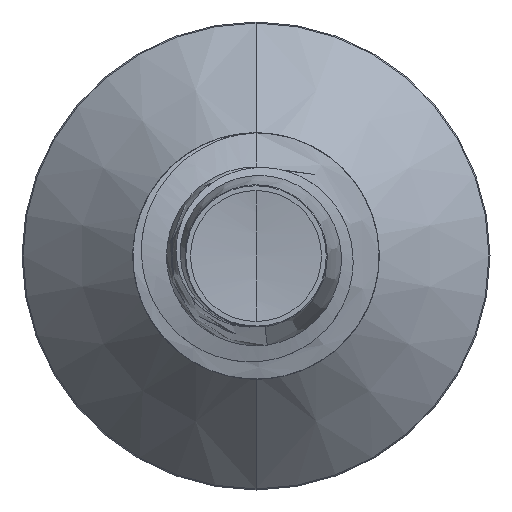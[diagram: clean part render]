
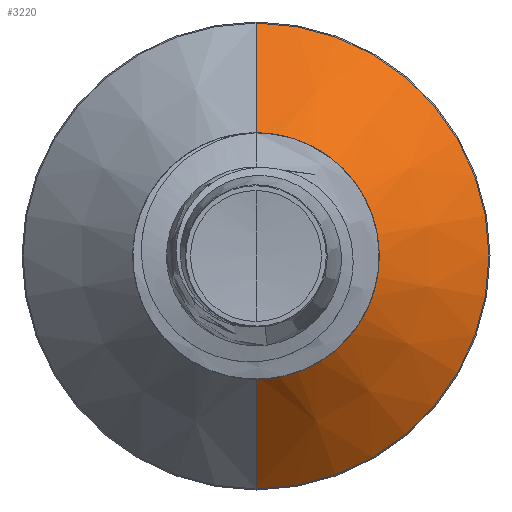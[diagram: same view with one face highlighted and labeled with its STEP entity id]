
A CAD part, front view. The second image highlights one B-rep face of the part: STEP entity #3220.
In plain terms, the highlighted conical face has half-angle 45 degrees and reference radius 0.97 mm.
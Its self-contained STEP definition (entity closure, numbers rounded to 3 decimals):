
#36 = EDGE_CURVE ( 'NONE', #5747, #24107, #17415, .T. ) ;
#683 = EDGE_CURVE ( 'NONE', #24107, #10879, #20071, .T. ) ;
#2281 = CIRCLE ( 'NONE', #2709, 0.97 ) ;
#2564 = EDGE_CURVE ( 'NONE', #5747, #4149, #2281, .T. ) ;
#2709 = AXIS2_PLACEMENT_3D ( 'NONE', #13924, #13893, #13860 ) ;
#2793 = ORIENTED_EDGE ( 'NONE', *, *, #36, .F. ) ;
#3220 = ADVANCED_FACE ( 'NONE', ( #22105 ), #6371, .T. ) ;
#3716 = ORIENTED_EDGE ( 'NONE', *, *, #2564, .T. ) ;
#4149 = VERTEX_POINT ( 'NONE', #10816 ) ;
#4218 = CARTESIAN_POINT ( 'NONE',  ( 0., 9.72, 0.97 ) ) ;
#5747 = VERTEX_POINT ( 'NONE', #4218 ) ;
#6371 = CONICAL_SURFACE ( 'NONE', #21057, 0.97, 0.785 ) ;
#8779 = EDGE_CURVE ( 'NONE', #4149, #10879, #18193, .T. ) ;
#9997 = CARTESIAN_POINT ( 'NONE',  ( 0., 9.72, 0.97 ) ) ;
#10061 = ORIENTED_EDGE ( 'NONE', *, *, #683, .F. ) ;
#10063 = DIRECTION ( 'NONE',  ( 0., 0.707, 0.707 ) ) ;
#10816 = CARTESIAN_POINT ( 'NONE',  ( 0., 9.72, -0.97 ) ) ;
#10879 = VERTEX_POINT ( 'NONE', #19530 ) ;
#12144 = VECTOR ( 'NONE', #10063, 1000. ) ;
#12873 = CARTESIAN_POINT ( 'NONE',  ( 0., 9.72, 0. ) ) ;
#13023 = DIRECTION ( 'NONE',  ( 0., 0., 1. ) ) ;
#13430 = DIRECTION ( 'NONE',  ( 0., 1., 0. ) ) ;
#13860 = DIRECTION ( 'NONE',  ( 0., 0., 1. ) ) ;
#13893 = DIRECTION ( 'NONE',  ( 0., 1., 0. ) ) ;
#13924 = CARTESIAN_POINT ( 'NONE',  ( 0., 9.72, 0. ) ) ;
#16897 = EDGE_LOOP ( 'NONE', ( #3716, #20084, #10061, #2793 ) ) ;
#17415 = LINE ( 'NONE', #9997, #12144 ) ;
#18193 = LINE ( 'NONE', #19781, #21531 ) ;
#19530 = CARTESIAN_POINT ( 'NONE',  ( 0., 10.641, -1.891 ) ) ;
#19565 = DIRECTION ( 'NONE',  ( 0., 0.707, -0.707 ) ) ;
#19781 = CARTESIAN_POINT ( 'NONE',  ( 0., 9.72, -0.97 ) ) ;
#20071 = CIRCLE ( 'NONE', #20811, 1.891 ) ;
#20084 = ORIENTED_EDGE ( 'NONE', *, *, #8779, .T. ) ;
#20811 = AXIS2_PLACEMENT_3D ( 'NONE', #21200, #21422, #21141 ) ;
#21057 = AXIS2_PLACEMENT_3D ( 'NONE', #12873, #13430, #13023 ) ;
#21141 = DIRECTION ( 'NONE',  ( 0., 0., 1. ) ) ;
#21200 = CARTESIAN_POINT ( 'NONE',  ( 0., 10.641, 0. ) ) ;
#21422 = DIRECTION ( 'NONE',  ( 0., 1., 0. ) ) ;
#21531 = VECTOR ( 'NONE', #19565, 1000. ) ;
#22105 = FACE_OUTER_BOUND ( 'NONE', #16897, .T. ) ;
#24107 = VERTEX_POINT ( 'NONE', #24518 ) ;
#24518 = CARTESIAN_POINT ( 'NONE',  ( 0., 10.641, 1.891 ) ) ;
